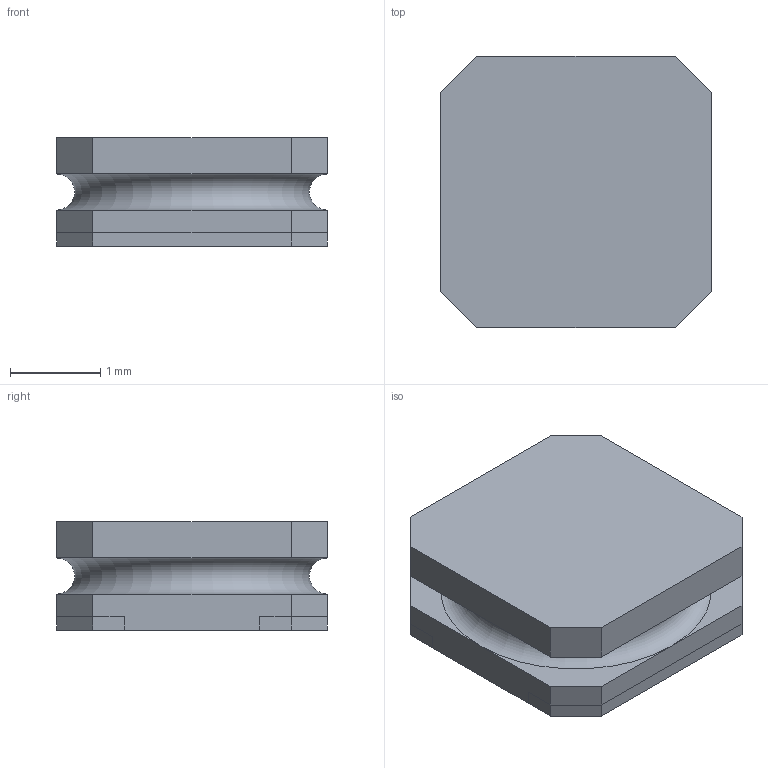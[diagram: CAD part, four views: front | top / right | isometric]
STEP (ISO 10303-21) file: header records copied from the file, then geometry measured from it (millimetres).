
FILE_DESCRIPTION( ( 'Unknown' ), '1' );
FILE_NAME( 'IndLQS_3012_TPI_74404031xxxA.stp', 'Unknown', ( 'Unknown' ), ( 'Unknown' ), 'PSStep 17.0.49', 'Unknown', ' ' );
FILE_SCHEMA( ( 'AUTOMOTIVE_DESIGN { 1 0 10303 214 1 1 1 1 }' ) );
Length unit declared in the file: millimetre
Products named in the file (4): Assem1; Core; Glue; Contact
Assembly tree (4 placements, depth 2):
  Assem1
    Core
    Glue
    Contact  x2
Bounding box: 3 x 3 x 1.2 mm (x, y, z)
Volume: 9.2 mm3; surface area: 73.3 mm2
Topology: 4 solids, 4 shells, 45 faces, 106 edges, 71 vertices
Faces by surface type: plane 42, cylinder 2, torus 1
Full cylindrical faces by diameter (mm): 0.8 x2
Entity records: 1410 total; most frequent: CARTESIAN_POINT 184, DIRECTION 174, ORIENTED_EDGE 168, EDGE_CURVE 84, LINE 78, VECTOR 78, VERTEX_POINT 58, AXIS2_PLACEMENT_3D 48
